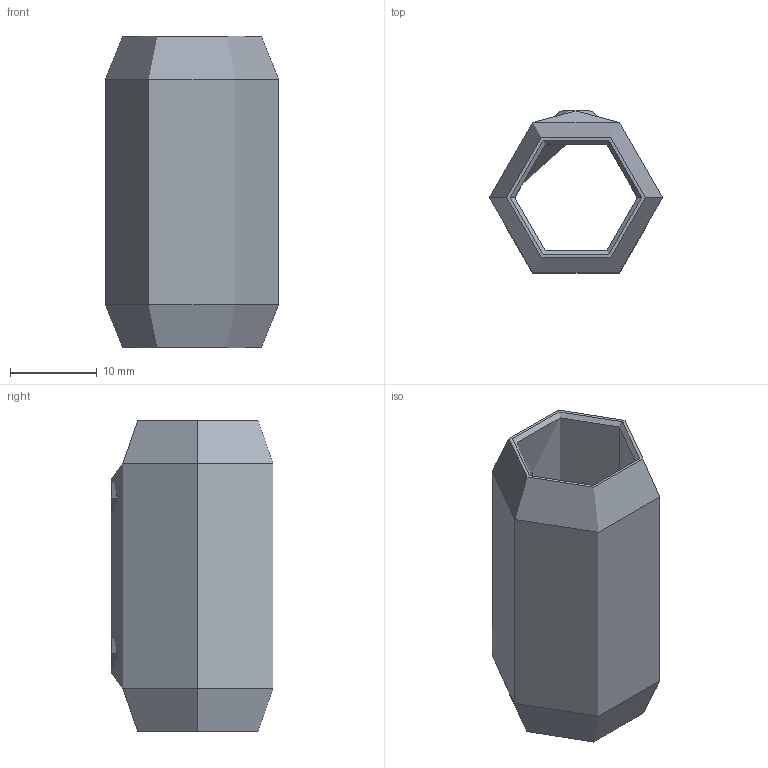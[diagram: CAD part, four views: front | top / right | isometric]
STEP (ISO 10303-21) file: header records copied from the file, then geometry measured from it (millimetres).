
FILE_DESCRIPTION (( 'STEP AP203' ), '1' );
FILE_NAME ('50486-240.step', '2020-09-29T13:13:53', ( '' ), ( '' ), 'SwSTEP 2.0', 'SolidWorks 2018', '' );
FILE_SCHEMA (( 'CONFIG_CONTROL_DESIGN' ));
Length unit declared in the file: millimetre
Products named in the file (7): 50486-240; DIN913_DIN 913 M5x3; DIN913; 5048X-240 Teil1; 5048X-240 Teil1_50486-240 Teil1
Assembly tree (5 placements, depth 2):
  50486-240
    5048X-240 Teil1_50486-240 Teil1
    DIN913_DIN 913 M5x3  x2
  50486-240
    DIN913
    DIN913
  5048X-240 Teil1
Bounding box: 20 x 18.66 x 36 mm (x, y, z)
Volume: 5006.7 mm3; surface area: 4114.8 mm2
Topology: 3 solids, 3 shells, 300 faces, 795 edges, 512 vertices
Faces by surface type: plane 129, bspline 106, cylinder 45, cone 20
Entity records: 16005 total; most frequent: CARTESIAN_POINT 9117, ORIENTED_EDGE 1482, DIRECTION 967, EDGE_CURVE 741, VERTEX_POINT 479, VECTOR 361, LINE 361, AXIS2_PLACEMENT_3D 303
